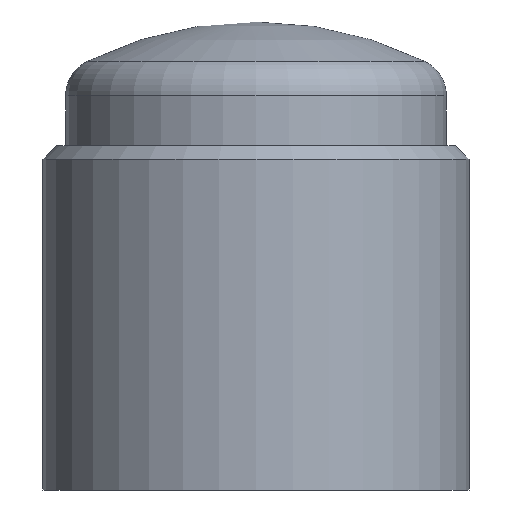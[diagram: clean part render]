
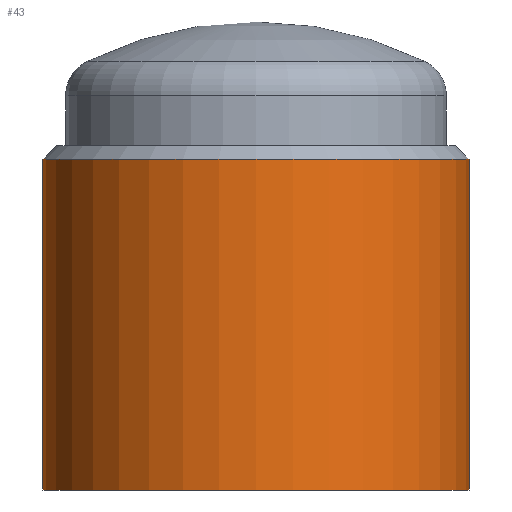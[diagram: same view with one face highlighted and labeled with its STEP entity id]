
A CAD part, front view. The second image highlights one B-rep face of the part: STEP entity #43.
In plain terms, the highlighted cylindrical face has radius 23.5 mm (diameter 47 mm), a full revolution.
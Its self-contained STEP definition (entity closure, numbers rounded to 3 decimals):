
#43 = ADVANCED_FACE( '', ( #91, #92 ), #93, .T. );
#91 = FACE_OUTER_BOUND( '', #147, .T. );
#92 = FACE_OUTER_BOUND( '', #148, .T. );
#93 = CYLINDRICAL_SURFACE( '', #149, 23.5 );
#147 = EDGE_LOOP( '', ( #203 ) );
#148 = EDGE_LOOP( '', ( #204 ) );
#149 = AXIS2_PLACEMENT_3D( '', #205, #206, #207 );
#203 = ORIENTED_EDGE( '', *, *, #260, .T. );
#204 = ORIENTED_EDGE( '', *, *, #268, .T. );
#205 = CARTESIAN_POINT( '', ( 0., 0., -22.959 ) );
#206 = DIRECTION( '', ( 0., 0., -1. ) );
#207 = DIRECTION( '', ( 1., 0., 0. ) );
#260 = EDGE_CURVE( '', #284, #284, #285, .F. );
#268 = EDGE_CURVE( '', #297, #297, #298, .T. );
#284 = VERTEX_POINT( '', #319 );
#285 = CIRCLE( '', #320, 23.5 );
#297 = VERTEX_POINT( '', #332 );
#298 = CIRCLE( '', #333, 23.5 );
#319 = CARTESIAN_POINT( '', ( 23.5, 0., 13.541 ) );
#320 = AXIS2_PLACEMENT_3D( '', #353, #354, #355 );
#332 = CARTESIAN_POINT( '', ( 23.5, 0., -22.959 ) );
#333 = AXIS2_PLACEMENT_3D( '', #368, #369, #370 );
#353 = CARTESIAN_POINT( '', ( 0., 0., 13.541 ) );
#354 = DIRECTION( '', ( 0., 0., 1. ) );
#355 = DIRECTION( '', ( 1., 0., 0. ) );
#368 = CARTESIAN_POINT( '', ( 0., 0., -22.959 ) );
#369 = DIRECTION( '', ( 0., 0., 1. ) );
#370 = DIRECTION( '', ( 1., 0., 0. ) );
